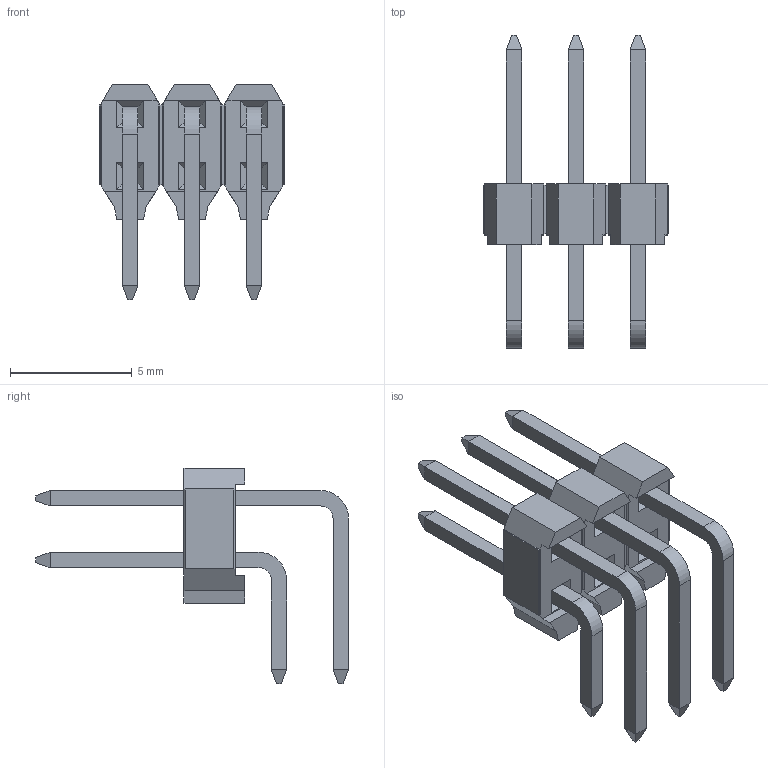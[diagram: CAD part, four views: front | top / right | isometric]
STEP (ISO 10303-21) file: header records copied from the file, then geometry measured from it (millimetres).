
FILE_DESCRIPTION(/* description */ (''),/* implementation_level */ '2;1');
FILE_NAME(/* name */ '967-14-006-XX.stp',/* time_stamp */ '2025-05-16T08:21:56+02:00',/* author */ ('Andreas.Larin'),/* organization */ (''),/* preprocessor_version */ 'ST-DEVELOPER v20',/* originating_system */ 'Autodesk Inventor 2025',/* authorisation */ '');
FILE_SCHEMA (('AUTOMOTIVE_DESIGN { 1 0 10303 214 3 1 1 }'));
Length unit declared in the file: millimetre
Products named in the file (1): 967-14-006-XX
Bounding box: 7.62 x 12.86 x 8.85 mm (x, y, z)
Volume: 115.4 mm3; surface area: 377.7 mm2
Topology: 1 solids, 1 shells, 252 faces, 594 edges, 356 vertices
Faces by surface type: plane 240, cylinder 12
Entity records: 6985 total; most frequent: CARTESIAN_POINT 1203, ORIENTED_EDGE 1188, DIRECTION 1124, EDGE_CURVE 594, LINE 570, VECTOR 570, VERTEX_POINT 356, AXIS2_PLACEMENT_3D 277
